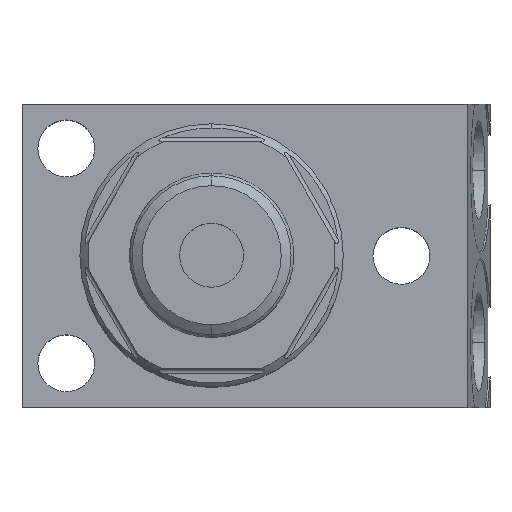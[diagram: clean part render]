
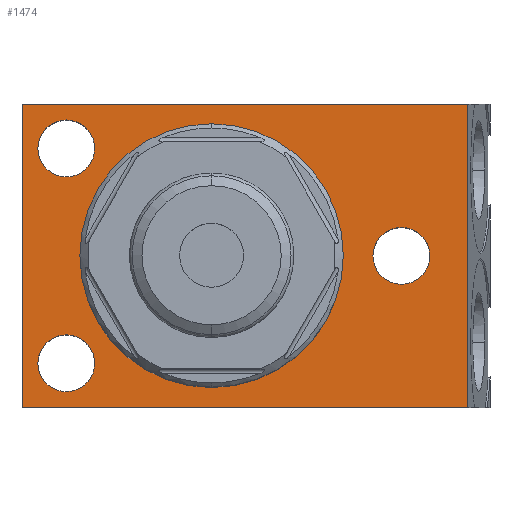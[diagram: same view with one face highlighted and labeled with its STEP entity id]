
A CAD part, top view. The second image highlights one B-rep face of the part: STEP entity #1474.
In plain terms, the highlighted planar face has unit normal (0, 0, 1).
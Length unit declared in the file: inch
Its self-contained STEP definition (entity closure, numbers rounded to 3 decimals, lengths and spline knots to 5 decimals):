
#262=DIRECTION('',(0.,1.,0.));
#263=VECTOR('',#262,1.5);
#264=CARTESIAN_POINT('',(-0.937,-0.75,0.578));
#265=LINE('',#264,#263);
#266=CARTESIAN_POINT('',(0.,0.,0.578));
#267=DIRECTION('',(0.,0.,1.));
#268=DIRECTION('',(1.,0.,0.));
#269=AXIS2_PLACEMENT_3D('',#266,#267,#268);
#271=CARTESIAN_POINT('',(0.,0.,0.578));
#272=DIRECTION('',(0.,0.,1.));
#273=DIRECTION('',(-1.,0.,0.));
#274=AXIS2_PLACEMENT_3D('',#271,#272,#273);
#276=CARTESIAN_POINT('',(-0.718,-0.531,0.578));
#277=DIRECTION('',(0.,0.,-1.));
#278=DIRECTION('',(-1.,0.,0.));
#279=AXIS2_PLACEMENT_3D('',#276,#277,#278);
#281=CARTESIAN_POINT('',(-0.718,-0.531,0.578));
#282=DIRECTION('',(0.,0.,-1.));
#283=DIRECTION('',(1.,0.,0.));
#284=AXIS2_PLACEMENT_3D('',#281,#282,#283);
#286=CARTESIAN_POINT('',(-0.718,0.531,0.578));
#287=DIRECTION('',(0.,0.,-1.));
#288=DIRECTION('',(-1.,0.,0.));
#289=AXIS2_PLACEMENT_3D('',#286,#287,#288);
#291=CARTESIAN_POINT('',(-0.718,0.531,0.578));
#292=DIRECTION('',(0.,0.,-1.));
#293=DIRECTION('',(1.,0.,0.));
#294=AXIS2_PLACEMENT_3D('',#291,#292,#293);
#296=CARTESIAN_POINT('',(0.938,0.,0.578));
#297=DIRECTION('',(0.,0.,-1.));
#298=DIRECTION('',(-1.,0.,0.));
#299=AXIS2_PLACEMENT_3D('',#296,#297,#298);
#301=CARTESIAN_POINT('',(0.938,0.,0.578));
#302=DIRECTION('',(0.,0.,-1.));
#303=DIRECTION('',(1.,0.,0.));
#304=AXIS2_PLACEMENT_3D('',#301,#302,#303);
#326=DIRECTION('',(1.,0.,0.));
#327=VECTOR('',#326,2.20188);
#328=CARTESIAN_POINT('',(-0.937,-0.75,0.578));
#329=LINE('',#328,#327);
#484=DIRECTION('',(1.,0.,0.));
#485=VECTOR('',#484,2.20188);
#486=CARTESIAN_POINT('',(-0.937,0.75,0.578));
#487=LINE('',#486,#485);
#519=DIRECTION('',(0.,1.,0.));
#520=VECTOR('',#519,1.5);
#521=CARTESIAN_POINT('',(1.26488,-0.75,0.578));
#522=LINE('',#521,#520);
#1160=CARTESIAN_POINT('',(-0.937,-0.75,0.578));
#1161=VERTEX_POINT('',#1160);
#1162=CARTESIAN_POINT('',(1.26488,-0.75,0.578));
#1163=VERTEX_POINT('',#1162);
#1168=CARTESIAN_POINT('',(-0.937,0.75,0.578));
#1169=VERTEX_POINT('',#1168);
#1170=CARTESIAN_POINT('',(1.26488,0.75,0.578));
#1171=VERTEX_POINT('',#1170);
#1172=CARTESIAN_POINT('',(0.651,0.,0.578));
#1173=CARTESIAN_POINT('',(-0.651,0.,0.578));
#1174=VERTEX_POINT('',#1172);
#1175=VERTEX_POINT('',#1173);
#1180=CARTESIAN_POINT('',(-0.8585,-0.531,0.578));
#1181=CARTESIAN_POINT('',(-0.5775,-0.531,0.578));
#1182=VERTEX_POINT('',#1180);
#1183=VERTEX_POINT('',#1181);
#1188=CARTESIAN_POINT('',(-0.8585,0.531,0.578));
#1189=CARTESIAN_POINT('',(-0.5775,0.531,0.578));
#1190=VERTEX_POINT('',#1188);
#1191=VERTEX_POINT('',#1189);
#1196=CARTESIAN_POINT('',(0.7975,0.,0.578));
#1197=CARTESIAN_POINT('',(1.0785,0.,0.578));
#1198=VERTEX_POINT('',#1196);
#1199=VERTEX_POINT('',#1197);
#1436=CARTESIAN_POINT('',(-0.937,-0.75,0.578));
#1437=DIRECTION('',(0.,0.,1.));
#1438=DIRECTION('',(1.,0.,0.));
#1439=AXIS2_PLACEMENT_3D('',#1436,#1437,#1438);
#1440=PLANE('',#1439);
#1442=ORIENTED_EDGE('',*,*,#1441,.F.);
#1444=ORIENTED_EDGE('',*,*,#1443,.T.);
#1446=ORIENTED_EDGE('',*,*,#1445,.T.);
#1448=ORIENTED_EDGE('',*,*,#1447,.F.);
#1449=EDGE_LOOP('',(#1442,#1444,#1446,#1448));
#1450=FACE_OUTER_BOUND('',#1449,.F.);
#1451=ORIENTED_EDGE('',*,*,#1424,.T.);
#1453=ORIENTED_EDGE('',*,*,#1452,.T.);
#1454=EDGE_LOOP('',(#1451,#1453));
#1455=FACE_BOUND('',#1454,.F.);
#1457=ORIENTED_EDGE('',*,*,#1456,.F.);
#1459=ORIENTED_EDGE('',*,*,#1458,.F.);
#1460=EDGE_LOOP('',(#1457,#1459));
#1461=FACE_BOUND('',#1460,.F.);
#1463=ORIENTED_EDGE('',*,*,#1462,.F.);
#1465=ORIENTED_EDGE('',*,*,#1464,.F.);
#1466=EDGE_LOOP('',(#1463,#1465));
#1467=FACE_BOUND('',#1466,.F.);
#1469=ORIENTED_EDGE('',*,*,#1468,.F.);
#1471=ORIENTED_EDGE('',*,*,#1470,.F.);
#1472=EDGE_LOOP('',(#1469,#1471));
#1473=FACE_BOUND('',#1472,.F.);
#1474=ADVANCED_FACE('',(#1450,#1455,#1461,#1467,#1473),#1440,.T.);
#270=CIRCLE('',#269,0.651);
#275=CIRCLE('',#274,0.651);
#280=CIRCLE('',#279,0.1405);
#285=CIRCLE('',#284,0.1405);
#290=CIRCLE('',#289,0.1405);
#295=CIRCLE('',#294,0.1405);
#300=CIRCLE('',#299,0.1405);
#305=CIRCLE('',#304,0.1405);
#1424=EDGE_CURVE('',#1174,#1175,#270,.T.);
#1441=EDGE_CURVE('',#1161,#1163,#329,.T.);
#1443=EDGE_CURVE('',#1161,#1169,#265,.T.);
#1445=EDGE_CURVE('',#1169,#1171,#487,.T.);
#1447=EDGE_CURVE('',#1163,#1171,#522,.T.);
#1452=EDGE_CURVE('',#1175,#1174,#275,.T.);
#1456=EDGE_CURVE('',#1182,#1183,#280,.T.);
#1458=EDGE_CURVE('',#1183,#1182,#285,.T.);
#1462=EDGE_CURVE('',#1190,#1191,#290,.T.);
#1464=EDGE_CURVE('',#1191,#1190,#295,.T.);
#1468=EDGE_CURVE('',#1198,#1199,#300,.T.);
#1470=EDGE_CURVE('',#1199,#1198,#305,.T.);
